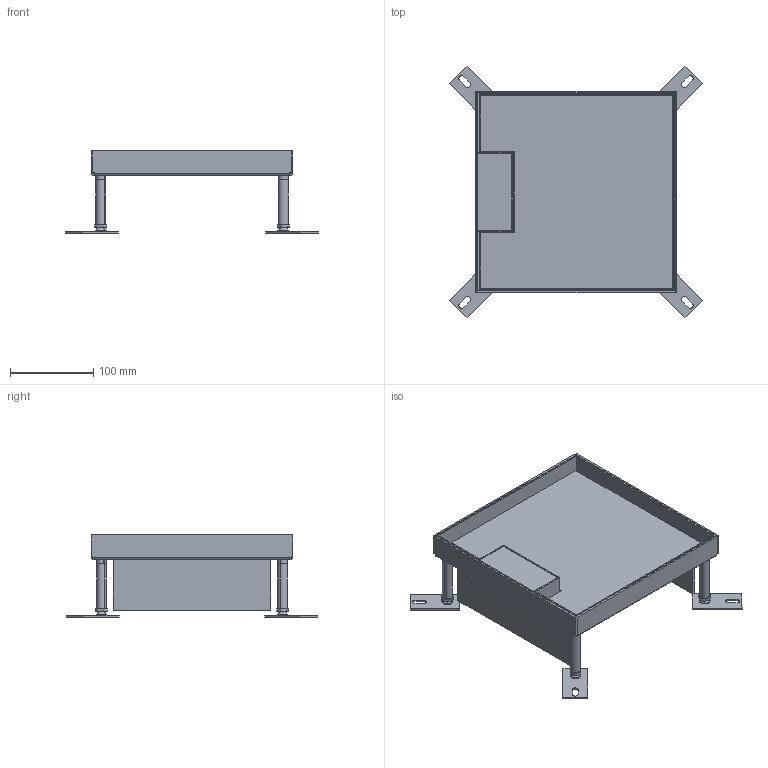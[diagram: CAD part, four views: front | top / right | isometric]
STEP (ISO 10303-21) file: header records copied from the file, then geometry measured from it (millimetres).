
FILE_DESCRIPTION (( 'STEP AP214' ), '1' );
FILE_NAME ('7409220_KSTP1.stp', '2016-05-03T13:19:40', ( '' ), ( '' ), 'SwSTEP 2.0', 'SolidWorks 2014', '' );
FILE_SCHEMA (( 'AUTOMOTIVE_DESIGN' ));
Length unit declared in the file: inch
Products named in the file (15): 35014016_Standard; 044299_39413021 mit Schraube  70 mm; 041819_L= 70 mm; 041219_Standard; 053554_H = 20; 056779_Unterteil mit Sonderstempel; 038602_Standard; 046359_Unterteil mit Sonderstempel; 046279_Standard; 038603_Standard; 038601_20 mm Nutzhöhe; 053545_H= 20mm Schnurauslass; 42389C_Einbausituation GE2; 053544_für Nennhöhe 20 mm -Schnurauslass; 7409220_KSTP1
Assembly tree (23 placements, depth 4):
  7409220_KSTP1
    053545_H= 20mm Schnurauslass
      053544_für Nennhöhe 20 mm -Schnurauslass
      42389C_Einbausituation GE2  x4
    053554_H = 20
      038601_20 mm Nutzhöhe
      038603_Standard
      046359_Unterteil mit Sonderstempel
        046279_Standard
      056779_Unterteil mit Sonderstempel
        038602_Standard
    044299_39413021 mit Schraube  70 mm  x4
      041219_Standard
      041819_L= 70 mm
    35014016_Standard  x4
Bounding box: 304.85 x 302.85 x 99 mm (x, y, z)
Volume: 497695.3 mm3; surface area: 449777 mm2
Topology: 21 solids, 21 shells, 472 faces, 1138 edges, 720 vertices
Faces by surface type: plane 264, cylinder 124, cone 72, bspline 12
Entity records: 12512 total; most frequent: CARTESIAN_POINT 1611, ORIENTED_EDGE 1412, DIRECTION 1410, EDGE_CURVE 706, LINE 548, VECTOR 548, VERTEX_POINT 456, AXIS2_PLACEMENT_3D 431
